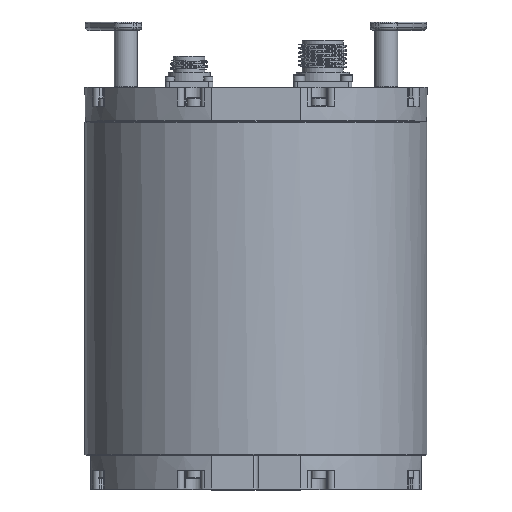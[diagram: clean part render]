
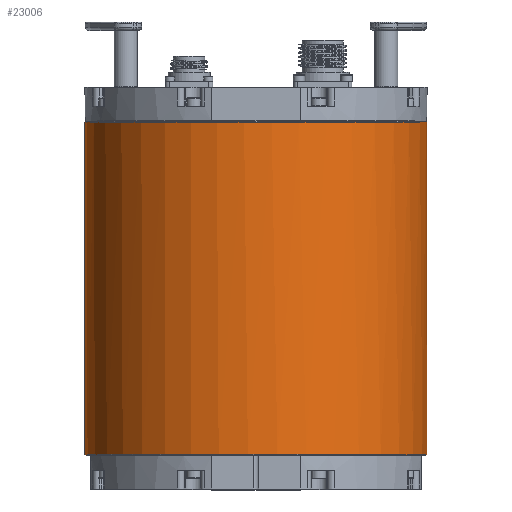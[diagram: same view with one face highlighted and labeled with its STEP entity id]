
A CAD part, top view. The second image highlights one B-rep face of the part: STEP entity #23006.
In plain terms, the highlighted cylindrical face has radius 102.5 mm (diameter 205 mm), a full revolution.
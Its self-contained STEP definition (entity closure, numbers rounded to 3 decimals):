
#934=CYLINDRICAL_SURFACE('',#24736,102.5);
#5178=FACE_BOUND('',#7518,.T.);
#5971=FACE_OUTER_BOUND('',#7517,.T.);
#7517=EDGE_LOOP('',(#10551));
#7518=EDGE_LOOP('',(#10552));
#10551=ORIENTED_EDGE('',*,*,#15947,.F.);
#10552=ORIENTED_EDGE('',*,*,#15950,.F.);
#15947=EDGE_CURVE('',#18758,#18758,#20615,.T.);
#15950=EDGE_CURVE('',#18761,#18761,#20617,.T.);
#18758=VERTEX_POINT('',#34570);
#18761=VERTEX_POINT('',#34578);
#20615=CIRCLE('',#24733,102.5);
#20617=CIRCLE('',#24737,102.5);
#23006=ADVANCED_FACE('',(#5971,#5178),#934,.T.);
#24733=AXIS2_PLACEMENT_3D('',#34571,#28127,#28128);
#24736=AXIS2_PLACEMENT_3D('',#34577,#28134,#28135);
#24737=AXIS2_PLACEMENT_3D('',#34579,#28136,#28137);
#28127=DIRECTION('center_axis',(0.,-1.,0.));
#28128=DIRECTION('ref_axis',(0.383,0.,-0.924));
#28134=DIRECTION('center_axis',(0.,1.,0.));
#28135=DIRECTION('ref_axis',(-0.383,0.,0.924));
#28136=DIRECTION('center_axis',(0.,1.,0.));
#28137=DIRECTION('ref_axis',(0.383,0.,-0.924));
#34570=CARTESIAN_POINT('',(-39.225,14.1,94.698));
#34571=CARTESIAN_POINT('Origin',(0.,14.1,
0.));
#34577=CARTESIAN_POINT('Origin',(0.,113.6,0.));
#34578=CARTESIAN_POINT('',(-39.225,213.1,94.698));
#34579=CARTESIAN_POINT('Origin',(0.,213.1,0.));
